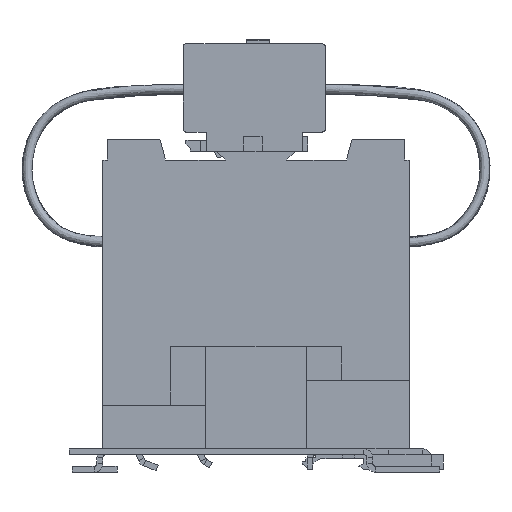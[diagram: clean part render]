
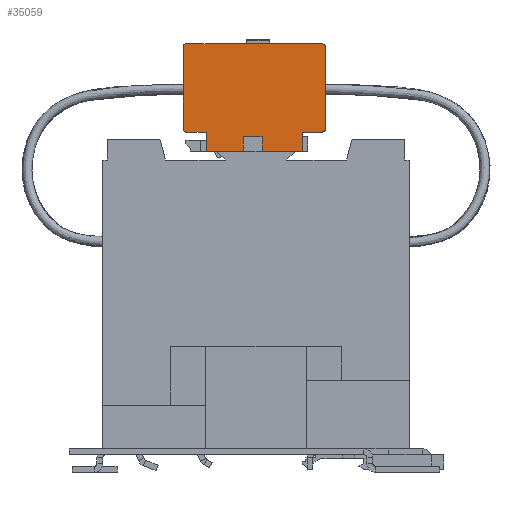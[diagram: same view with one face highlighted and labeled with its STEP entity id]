
A CAD part, left-side view. The second image highlights one B-rep face of the part: STEP entity #35059.
In plain terms, the highlighted planar face has unit normal (-1, 0, 0).
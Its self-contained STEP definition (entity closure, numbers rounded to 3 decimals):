
#188 = LINE ( 'NONE', #10997, #32070 ) ;
#532 = CARTESIAN_POINT ( 'NONE',  ( 0., 40.9, 0. ) ) ;
#591 = EDGE_CURVE ( 'NONE', #35758, #21489, #28873, .T. ) ;
#762 = CARTESIAN_POINT ( 'NONE',  ( 0., 7.9, 0. ) ) ;
#976 = DIRECTION ( 'NONE',  ( 0., 0., -1. ) ) ;
#1826 = DIRECTION ( 'NONE',  ( 0., 1., 0. ) ) ;
#2293 = VECTOR ( 'NONE', #39712, 1000. ) ;
#2785 = CARTESIAN_POINT ( 'NONE',  ( 0., 0., 1. ) ) ;
#2952 = VERTEX_POINT ( 'NONE', #34937 ) ;
#6615 = DIRECTION ( 'NONE',  ( 0., 0., -1. ) ) ;
#6954 = DIRECTION ( 'NONE',  ( 0., 1., 0. ) ) ;
#7135 = VERTEX_POINT ( 'NONE', #31042 ) ;
#7205 = FACE_OUTER_BOUND ( 'NONE', #31195, .T. ) ;
#7285 = CIRCLE ( 'NONE', #9142, 1. ) ;
#7499 = AXIS2_PLACEMENT_3D ( 'NONE', #33953, #18122, #37037 ) ;
#8141 = ORIENTED_EDGE ( 'NONE', *, *, #13993, .F. ) ;
#8183 = VERTEX_POINT ( 'NONE', #29870 ) ;
#8793 = ORIENTED_EDGE ( 'NONE', *, *, #28903, .T. ) ;
#9010 = ORIENTED_EDGE ( 'NONE', *, *, #31143, .T. ) ;
#9142 = AXIS2_PLACEMENT_3D ( 'NONE', #25264, #18645, #37674 ) ;
#10699 = AXIS2_PLACEMENT_3D ( 'NONE', #13976, #38804, #23026 ) ;
#10997 = CARTESIAN_POINT ( 'NONE',  ( 0., 0., 30.2 ) ) ;
#11065 = LINE ( 'NONE', #39036, #23176 ) ;
#12164 = EDGE_CURVE ( 'NONE', #21825, #28811, #30684, .T. ) ;
#12829 = CARTESIAN_POINT ( 'NONE',  ( 0., 7.9, -6.6 ) ) ;
#13616 = CARTESIAN_POINT ( 'NONE',  ( 0., 1., 30.2 ) ) ;
#13976 = CARTESIAN_POINT ( 'NONE',  ( 0., 47.8, 1. ) ) ;
#13993 = EDGE_CURVE ( 'NONE', #21825, #22104, #188, .T. ) ;
#14653 = AXIS2_PLACEMENT_3D ( 'NONE', #15795, #37409, #18906 ) ;
#15795 = CARTESIAN_POINT ( 'NONE',  ( 0., 1., 1. ) ) ;
#16281 = EDGE_CURVE ( 'NONE', #2952, #26250, #29928, .T. ) ;
#16574 = ORIENTED_EDGE ( 'NONE', *, *, #591, .F. ) ;
#16785 = CARTESIAN_POINT ( 'NONE',  ( 0., 1., 0. ) ) ;
#16893 = LINE ( 'NONE', #12829, #36698 ) ;
#16981 = ORIENTED_EDGE ( 'NONE', *, *, #35408, .F. ) ;
#17966 = CARTESIAN_POINT ( 'NONE',  ( 0., 48.8, 0. ) ) ;
#18122 = DIRECTION ( 'NONE',  ( -1., 0., 0. ) ) ;
#18645 = DIRECTION ( 'NONE',  ( -1., 0., 0. ) ) ;
#18906 = DIRECTION ( 'NONE',  ( 0., 0., 1. ) ) ;
#19501 = VECTOR ( 'NONE', #6954, 1000. ) ;
#19508 = EDGE_CURVE ( 'NONE', #7135, #20427, #36191, .T. ) ;
#19757 = VECTOR ( 'NONE', #976, 1000. ) ;
#20130 = VERTEX_POINT ( 'NONE', #28458 ) ;
#20155 = DIRECTION ( 'NONE',  ( 0., 0., 1. ) ) ;
#20427 = VERTEX_POINT ( 'NONE', #2785 ) ;
#20470 = CARTESIAN_POINT ( 'NONE',  ( 0., 40.9, -6.6 ) ) ;
#21454 = ORIENTED_EDGE ( 'NONE', *, *, #34263, .F. ) ;
#21489 = VERTEX_POINT ( 'NONE', #32141 ) ;
#21825 = VERTEX_POINT ( 'NONE', #27664 ) ;
#22104 = VERTEX_POINT ( 'NONE', #13616 ) ;
#22697 = ORIENTED_EDGE ( 'NONE', *, *, #32639, .F. ) ;
#23026 = DIRECTION ( 'NONE',  ( 0., 0., 1. ) ) ;
#23176 = VECTOR ( 'NONE', #20155, 1000. ) ;
#23486 = CIRCLE ( 'NONE', #14653, 1. ) ;
#24312 = AXIS2_PLACEMENT_3D ( 'NONE', #37435, #37835, #34749 ) ;
#24339 = LINE ( 'NONE', #762, #19501 ) ;
#24424 = CARTESIAN_POINT ( 'NONE',  ( 0., 40.9, 0. ) ) ;
#24551 = DIRECTION ( 'NONE',  ( 0., 0., 1. ) ) ;
#25264 = CARTESIAN_POINT ( 'NONE',  ( 0., 1., 29.2 ) ) ;
#26034 = ORIENTED_EDGE ( 'NONE', *, *, #37147, .F. ) ;
#26250 = VERTEX_POINT ( 'NONE', #35350 ) ;
#26622 = CIRCLE ( 'NONE', #10699, 1. ) ;
#26656 = ORIENTED_EDGE ( 'NONE', *, *, #28465, .T. ) ;
#27216 = VECTOR ( 'NONE', #24551, 1000. ) ;
#27602 = PLANE ( 'NONE',  #7499 ) ;
#27664 = CARTESIAN_POINT ( 'NONE',  ( 0., 47.8, 30.2 ) ) ;
#28458 = CARTESIAN_POINT ( 'NONE',  ( 0., 48.8, 1. ) ) ;
#28465 = EDGE_CURVE ( 'NONE', #20130, #21489, #26622, .T. ) ;
#28811 = VERTEX_POINT ( 'NONE', #39588 ) ;
#28873 = LINE ( 'NONE', #17966, #2293 ) ;
#28903 = EDGE_CURVE ( 'NONE', #7135, #22104, #7285, .T. ) ;
#28911 = CARTESIAN_POINT ( 'NONE',  ( 0., 0., 0. ) ) ;
#29457 = DIRECTION ( 'NONE',  ( 0., -1., 0. ) ) ;
#29870 = CARTESIAN_POINT ( 'NONE',  ( 0., 7.9, 0. ) ) ;
#29928 = LINE ( 'NONE', #20470, #37183 ) ;
#30684 = CIRCLE ( 'NONE', #24312, 1. ) ;
#31042 = CARTESIAN_POINT ( 'NONE',  ( 0., 0., 29.2 ) ) ;
#31143 = EDGE_CURVE ( 'NONE', #33585, #20427, #23486, .T. ) ;
#31195 = EDGE_LOOP ( 'NONE', ( #26034, #9010, #38253, #8793, #8141, #34905, #16981, #26656, #16574, #22697, #34994, #21454 ) ) ;
#32070 = VECTOR ( 'NONE', #29457, 1000. ) ;
#32141 = CARTESIAN_POINT ( 'NONE',  ( 0., 47.8, 0. ) ) ;
#32639 = EDGE_CURVE ( 'NONE', #26250, #35758, #38831, .T. ) ;
#33585 = VERTEX_POINT ( 'NONE', #16785 ) ;
#33953 = CARTESIAN_POINT ( 'NONE',  ( 0., 0., 0. ) ) ;
#34263 = EDGE_CURVE ( 'NONE', #8183, #2952, #16893, .T. ) ;
#34749 = DIRECTION ( 'NONE',  ( 0., 0., 1. ) ) ;
#34905 = ORIENTED_EDGE ( 'NONE', *, *, #12164, .T. ) ;
#34937 = CARTESIAN_POINT ( 'NONE',  ( 0., 7.9, -6.6 ) ) ;
#34994 = ORIENTED_EDGE ( 'NONE', *, *, #16281, .F. ) ;
#35059 = ADVANCED_FACE ( 'NONE', ( #7205 ), #27602, .T. ) ;
#35350 = CARTESIAN_POINT ( 'NONE',  ( 0., 40.9, -6.6 ) ) ;
#35408 = EDGE_CURVE ( 'NONE', #20130, #28811, #11065, .T. ) ;
#35758 = VERTEX_POINT ( 'NONE', #532 ) ;
#36191 = LINE ( 'NONE', #28911, #19757 ) ;
#36698 = VECTOR ( 'NONE', #6615, 1000. ) ;
#37037 = DIRECTION ( 'NONE',  ( 0., 0., 1. ) ) ;
#37147 = EDGE_CURVE ( 'NONE', #33585, #8183, #24339, .T. ) ;
#37183 = VECTOR ( 'NONE', #1826, 1000. ) ;
#37409 = DIRECTION ( 'NONE',  ( -1., 0., 0. ) ) ;
#37435 = CARTESIAN_POINT ( 'NONE',  ( 0., 47.8, 29.2 ) ) ;
#37674 = DIRECTION ( 'NONE',  ( 0., 0., 1. ) ) ;
#37835 = DIRECTION ( 'NONE',  ( -1., 0., 0. ) ) ;
#38253 = ORIENTED_EDGE ( 'NONE', *, *, #19508, .F. ) ;
#38804 = DIRECTION ( 'NONE',  ( -1., 0., 0. ) ) ;
#38831 = LINE ( 'NONE', #24424, #27216 ) ;
#39036 = CARTESIAN_POINT ( 'NONE',  ( 0., 48.8, 30.2 ) ) ;
#39588 = CARTESIAN_POINT ( 'NONE',  ( 0., 48.8, 29.2 ) ) ;
#39712 = DIRECTION ( 'NONE',  ( 0., 1., 0. ) ) ;
